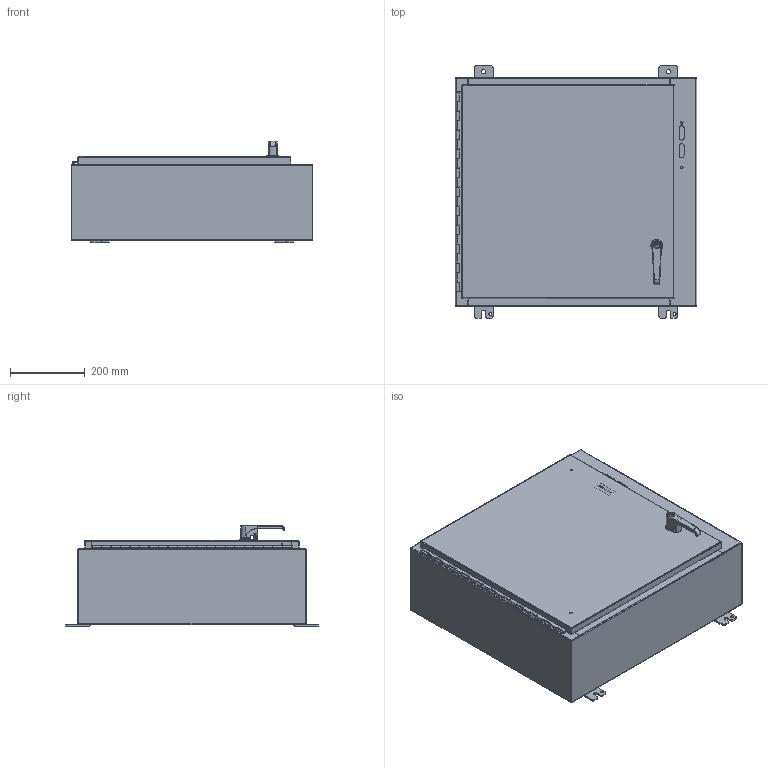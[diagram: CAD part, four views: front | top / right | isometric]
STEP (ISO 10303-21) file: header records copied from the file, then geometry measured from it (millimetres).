
FILE_DESCRIPTION (( 'STEP AP214' ), '1' );
FILE_NAME ('SDN12242508PL.STEP', '2020-03-06T13:10:20', ( '' ), ( '' ), 'SwSTEP 2.0', 'SolidWorks 2019', '' );
FILE_SCHEMA (( 'AUTOMOTIVE_DESIGN' ));
Length unit declared in the file: inch
Products named in the file (1): SDN12242508PL
Bounding box: 644.65 x 673.1 x 270.5 mm (x, y, z)
Volume: 2843875.6 mm3; surface area: 2979741 mm2
Topology: 49 solids, 49 shells, 1545 faces, 3838 edges, 2444 vertices
Faces by surface type: plane 792, cylinder 525, bspline 131, cone 85, torus 12
Full cylindrical faces by diameter (mm): 2.6 x1, 2.921 x2, 3.048 x25, 3.683 x6, 3.962 x2, 4.25 x1, 4.826 x4, 4.978 x2, 5 x3, 5.1 x1, 5.359 x2, 5.5 x1, 5.6 x1, 5.715 x4, 5.8 x1, 6.35 x3, 7.137 x2, 7.62 x4, 7.798 x1, 7.937 x2, 7.95 x4, 8.128 x3, 8.382 x10, 8.4 x3, 8.56 x1, 8.65 x1, 9.474 x2, 9.525 x1, 10.897 x1, 11.112 x2
Entity records: 73661 total; most frequent: CARTESIAN_POINT 17912, ORIENTED_EDGE 7176, DIRECTION 6985, EDGE_CURVE 3588, AXIS2_PLACEMENT_3D 2474, VERTEX_POINT 2392, LINE 2037, VECTOR 2037
